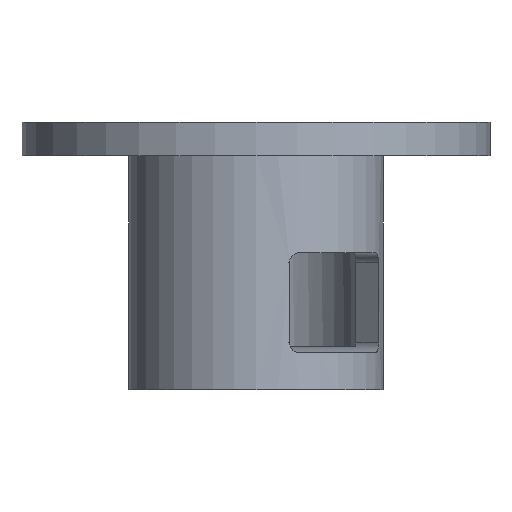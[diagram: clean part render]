
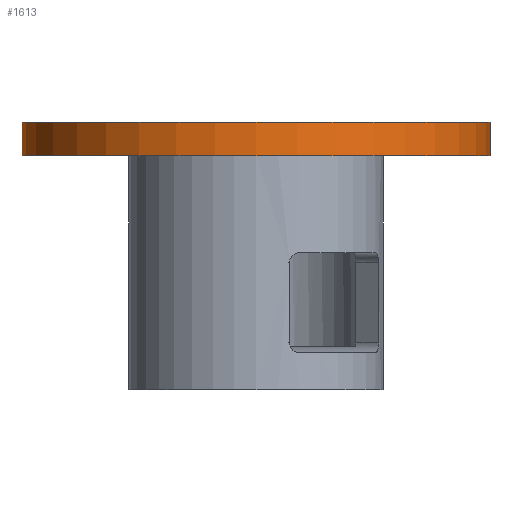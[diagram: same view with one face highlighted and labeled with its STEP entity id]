
A CAD part, front view. The second image highlights one B-rep face of the part: STEP entity #1613.
In plain terms, the highlighted cylindrical face has radius 35 mm (diameter 70 mm), a partial arc.
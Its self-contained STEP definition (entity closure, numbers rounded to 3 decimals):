
#21 = CARTESIAN_POINT ( 'NONE',  ( 0., 0., 40. ) ) ;
#103 = AXIS2_PLACEMENT_3D ( 'NONE', #332, #2092, #577 ) ;
#183 = CARTESIAN_POINT ( 'NONE',  ( 0., 0., 40. ) ) ;
#270 = AXIS2_PLACEMENT_3D ( 'NONE', #21, #2800, #2581 ) ;
#332 = CARTESIAN_POINT ( 'NONE',  ( 0., 0., 35. ) ) ;
#500 = CIRCLE ( 'NONE', #270, 35. ) ;
#557 = CARTESIAN_POINT ( 'NONE',  ( 35., 0., 40. ) ) ;
#577 = DIRECTION ( 'NONE',  ( 1., 0., 0. ) ) ;
#589 = VECTOR ( 'NONE', #2560, 1000. ) ;
#624 = CARTESIAN_POINT ( 'NONE',  ( -35., 0., 40. ) ) ;
#632 = ORIENTED_EDGE ( 'NONE', *, *, #1215, .F. ) ;
#640 = EDGE_CURVE ( 'NONE', #1540, #697, #2328, .T. ) ;
#697 = VERTEX_POINT ( 'NONE', #1457 ) ;
#715 = VERTEX_POINT ( 'NONE', #557 ) ;
#793 = EDGE_CURVE ( 'NONE', #1540, #715, #500, .T. ) ;
#928 = AXIS2_PLACEMENT_3D ( 'NONE', #183, #1709, #2588 ) ;
#1001 = ORIENTED_EDGE ( 'NONE', *, *, #793, .F. ) ;
#1179 = VERTEX_POINT ( 'NONE', #1524 ) ;
#1215 = EDGE_CURVE ( 'NONE', #715, #1179, #2805, .T. ) ;
#1284 = ORIENTED_EDGE ( 'NONE', *, *, #2656, .T. ) ;
#1322 = CIRCLE ( 'NONE', #103, 35. ) ;
#1457 = CARTESIAN_POINT ( 'NONE',  ( -35., 0., 35. ) ) ;
#1524 = CARTESIAN_POINT ( 'NONE',  ( 35., 0., 35. ) ) ;
#1540 = VERTEX_POINT ( 'NONE', #624 ) ;
#1613 = ADVANCED_FACE ( 'NONE', ( #2348 ), #1925, .T. ) ;
#1682 = CARTESIAN_POINT ( 'NONE',  ( -35., 0., 40. ) ) ;
#1709 = DIRECTION ( 'NONE',  ( 0., 0., -1. ) ) ;
#1925 = CYLINDRICAL_SURFACE ( 'NONE', #928, 35. ) ;
#1933 = ORIENTED_EDGE ( 'NONE', *, *, #640, .T. ) ;
#2092 = DIRECTION ( 'NONE',  ( 0., 0., 1. ) ) ;
#2104 = VECTOR ( 'NONE', #2591, 1000. ) ;
#2328 = LINE ( 'NONE', #1682, #589 ) ;
#2348 = FACE_OUTER_BOUND ( 'NONE', #2780, .T. ) ;
#2381 = CARTESIAN_POINT ( 'NONE',  ( 35., 0., 40. ) ) ;
#2560 = DIRECTION ( 'NONE',  ( 0., 0., -1. ) ) ;
#2581 = DIRECTION ( 'NONE',  ( 1., 0., 0. ) ) ;
#2588 = DIRECTION ( 'NONE',  ( -1., 0., 0. ) ) ;
#2591 = DIRECTION ( 'NONE',  ( 0., 0., -1. ) ) ;
#2656 = EDGE_CURVE ( 'NONE', #697, #1179, #1322, .T. ) ;
#2780 = EDGE_LOOP ( 'NONE', ( #632, #1001, #1933, #1284 ) ) ;
#2800 = DIRECTION ( 'NONE',  ( 0., 0., 1. ) ) ;
#2805 = LINE ( 'NONE', #2381, #2104 ) ;
